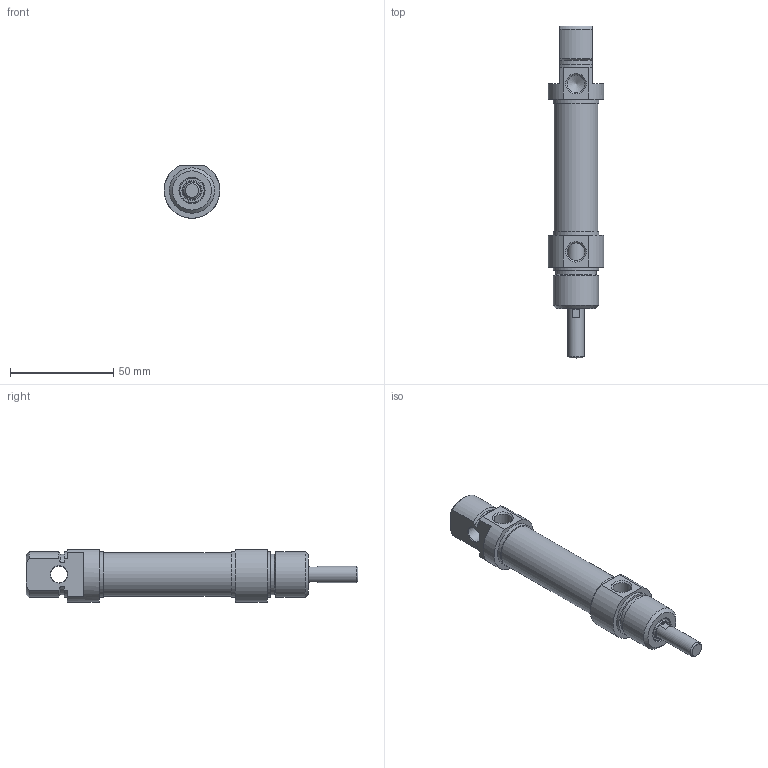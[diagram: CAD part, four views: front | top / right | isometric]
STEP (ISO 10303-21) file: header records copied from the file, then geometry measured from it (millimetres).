
FILE_DESCRIPTION(/* description */ (''),/* implementation_level */ '2;1');
FILE_NAME(/* name */ 'C-M-020-0030S.stp',/* time_stamp */ '2019-08-20T14:52:02+02:00',/* author */ (''),/* organization */ (''),/* preprocessor_version */ 'ST-DEVELOPER v15.2',/* originating_system */ 'Autodesk Translator Framework v2.0.0.5431',/* authorisation */ '');
FILE_SCHEMA (('AUTOMOTIVE_DESIGN { 1 0 10303 214 3 1 1 }'));
Length unit declared in the file: centimetre
Products named in the file (1): (Unsaved)
Bounding box: 26.95 x 161 x 25.5 mm (x, y, z)
Volume: 36208.3 mm3; surface area: 20459.3 mm2
Topology: 4 solids, 4 shells, 98 faces, 203 edges, 130 vertices
Faces by surface type: plane 38, cylinder 28, cone 25, torus 7
Full cylindrical faces by diameter (mm): 6 x1, 7.9 x1, 8 x2, 8.5 x1, 8.566 x2, 9.1 x1, 12 x1, 12.1 x1, 14.1 x1, 14.2 x1, 19.7 x1, 20 x1, 21.27 x1, 22 x2, 22.2 x2
Entity records: 2377 total; most frequent: CARTESIAN_POINT 450, DIRECTION 424, ORIENTED_EDGE 294, AXIS2_PLACEMENT_3D 190, EDGE_LOOP 164, EDGE_CURVE 147, VERTEX_POINT 119, ADVANCED_FACE 98
